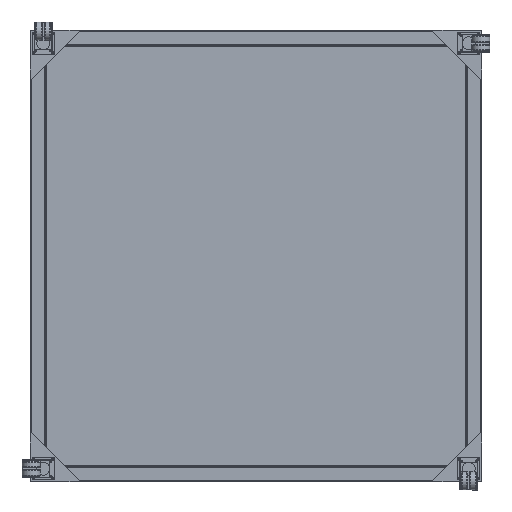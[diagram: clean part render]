
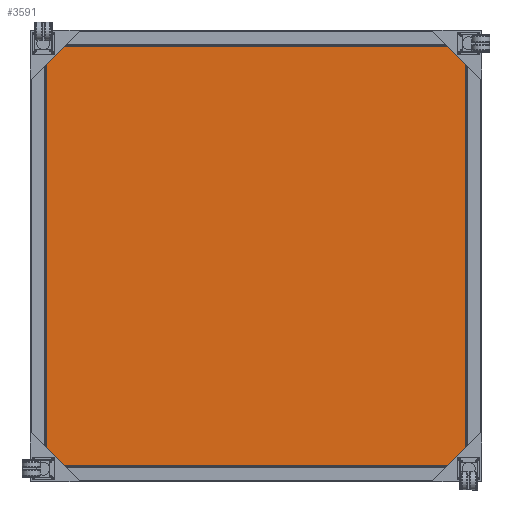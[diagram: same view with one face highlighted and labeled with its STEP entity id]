
A CAD part, front view. The second image highlights one B-rep face of the part: STEP entity #3591.
In plain terms, the highlighted face is planar.
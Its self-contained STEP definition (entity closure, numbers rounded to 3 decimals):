
#19 = CARTESIAN_POINT ( 'NONE',  ( 8., 1145., 0. ) ) ;
#195 = FACE_OUTER_BOUND ( 'NONE', #1840, .T. ) ;
#310 = LINE ( 'NONE', #5578, #4030 ) ;
#518 = CARTESIAN_POINT ( 'NONE',  ( 1142., 8., 0. ) ) ;
#615 = EDGE_CURVE ( 'NONE', #5783, #1092, #310, .T. ) ;
#832 = LINE ( 'NONE', #6228, #5991 ) ;
#878 = CARTESIAN_POINT ( 'NONE',  ( 0., 0., 0. ) ) ;
#904 = CARTESIAN_POINT ( 'NONE',  ( 8., 8., 0. ) ) ;
#921 = LINE ( 'NONE', #19, #4257 ) ;
#1011 = EDGE_CURVE ( 'NONE', #5273, #5783, #921, .T. ) ;
#1092 = VERTEX_POINT ( 'NONE', #1125 ) ;
#1125 = CARTESIAN_POINT ( 'NONE',  ( 1142., 1142., 0. ) ) ;
#1257 = ORIENTED_EDGE ( 'NONE', *, *, #1426, .T. ) ;
#1345 = DIRECTION ( 'NONE',  ( 0., 0., -1. ) ) ;
#1426 = EDGE_CURVE ( 'NONE', #5931, #5273, #1669, .T. ) ;
#1536 = ORIENTED_EDGE ( 'NONE', *, *, #615, .T. ) ;
#1616 = EDGE_CURVE ( 'NONE', #1092, #5931, #832, .T. ) ;
#1669 = LINE ( 'NONE', #4714, #4099 ) ;
#1840 = EDGE_LOOP ( 'NONE', ( #3474, #1257, #5832, #1536 ) ) ;
#2652 = DIRECTION ( 'NONE',  ( 1., 0., 0. ) ) ;
#2668 = CARTESIAN_POINT ( 'NONE',  ( 8., 1142., 0. ) ) ;
#2883 = DIRECTION ( 'NONE',  ( 0., 1., 0. ) ) ;
#3474 = ORIENTED_EDGE ( 'NONE', *, *, #1616, .T. ) ;
#3516 = AXIS2_PLACEMENT_3D ( 'NONE', #878, #1345, #4736 ) ;
#3591 = ADVANCED_FACE ( 'NONE', ( #195 ), #6165, .T. ) ;
#4030 = VECTOR ( 'NONE', #2652, 1000. ) ;
#4099 = VECTOR ( 'NONE', #5140, 1000. ) ;
#4257 = VECTOR ( 'NONE', #2883, 1000. ) ;
#4714 = CARTESIAN_POINT ( 'NONE',  ( 5., 8., 0. ) ) ;
#4736 = DIRECTION ( 'NONE',  ( -1., 0., 0. ) ) ;
#4745 = DIRECTION ( 'NONE',  ( 0., -1., 0. ) ) ;
#5140 = DIRECTION ( 'NONE',  ( -1., 0., 0. ) ) ;
#5273 = VERTEX_POINT ( 'NONE', #904 ) ;
#5578 = CARTESIAN_POINT ( 'NONE',  ( 1145., 1142., 0. ) ) ;
#5783 = VERTEX_POINT ( 'NONE', #2668 ) ;
#5832 = ORIENTED_EDGE ( 'NONE', *, *, #1011, .T. ) ;
#5931 = VERTEX_POINT ( 'NONE', #518 ) ;
#5991 = VECTOR ( 'NONE', #4745, 1000. ) ;
#6165 = PLANE ( 'NONE',  #3516 ) ;
#6228 = CARTESIAN_POINT ( 'NONE',  ( 1142., 5., 0. ) ) ;
